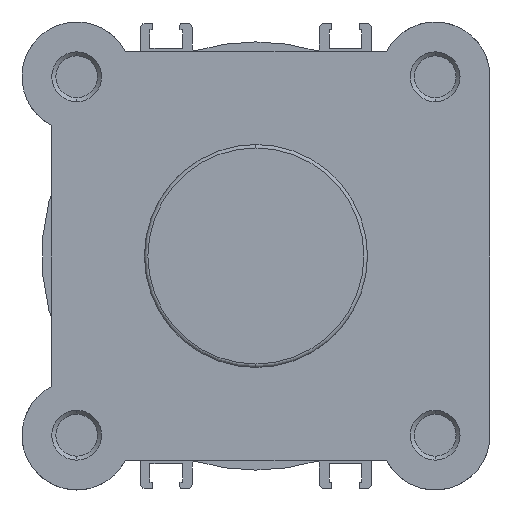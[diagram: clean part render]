
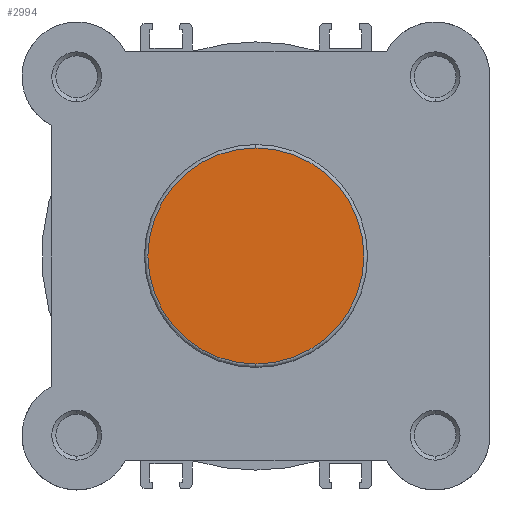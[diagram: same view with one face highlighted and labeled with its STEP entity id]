
A CAD part, left-side view. The second image highlights one B-rep face of the part: STEP entity #2994.
In plain terms, the highlighted planar face has unit normal (-1, 0, 0).
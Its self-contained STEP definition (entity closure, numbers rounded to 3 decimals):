
#258 = EDGE_LOOP ( 'NONE', ( #434, #433 ) ) ;
#433 = ORIENTED_EDGE ( 'NONE', *, *, #626, .T. ) ;
#434 = ORIENTED_EDGE ( 'NONE', *, *, #675, .T. ) ;
#626 = EDGE_CURVE ( 'NONE', #2455, #2222, #6648, .T. ) ;
#675 = EDGE_CURVE ( 'NONE', #2222, #2455, #6669, .T. ) ;
#1157 = AXIS2_PLACEMENT_3D ( 'NONE', #2445, #1853, #1886 ) ;
#1167 = AXIS2_PLACEMENT_3D ( 'NONE', #2268, #1830, #2274 ) ;
#1462 = AXIS2_PLACEMENT_3D ( 'NONE', #4901, #4904, #4905 ) ;
#1830 = DIRECTION ( 'NONE',  ( -1., 0., 0. ) ) ;
#1853 = DIRECTION ( 'NONE',  ( -1., 0., 0. ) ) ;
#1886 = DIRECTION ( 'NONE',  ( 0., 0., -1. ) ) ;
#2222 = VERTEX_POINT ( 'NONE', #4311 ) ;
#2268 = CARTESIAN_POINT ( 'NONE',  ( 0., 0., 0. ) ) ;
#2274 = DIRECTION ( 'NONE',  ( 0., 0., -1. ) ) ;
#2445 = CARTESIAN_POINT ( 'NONE',  ( 0., 0., 0. ) ) ;
#2455 = VERTEX_POINT ( 'NONE', #4447 ) ;
#2994 = ADVANCED_FACE ( 'NONE', ( #5852 ), #4902, .F. ) ;
#4311 = CARTESIAN_POINT ( 'NONE',  ( 0., 0., -21.7 ) ) ;
#4447 = CARTESIAN_POINT ( 'NONE',  ( 0., 0., 21.7 ) ) ;
#4901 = CARTESIAN_POINT ( 'NONE',  ( 0., 22.4, 0. ) ) ;
#4902 = PLANE ( 'NONE',  #1462 ) ;
#4904 = DIRECTION ( 'NONE',  ( 1., 0., 0. ) ) ;
#4905 = DIRECTION ( 'NONE',  ( 0., 0., -1. ) ) ;
#5852 = FACE_OUTER_BOUND ( 'NONE', #258, .T. ) ;
#6648 = CIRCLE ( 'NONE', #1157, 21.7 ) ;
#6669 = CIRCLE ( 'NONE', #1167, 21.7 ) ;
